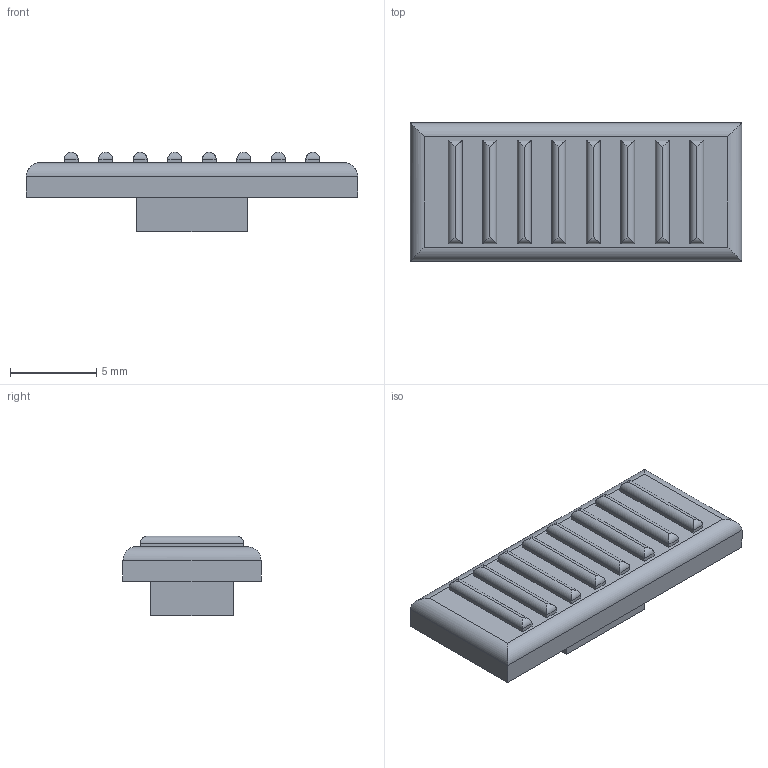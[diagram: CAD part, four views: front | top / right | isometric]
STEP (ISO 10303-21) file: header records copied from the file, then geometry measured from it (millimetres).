
FILE_DESCRIPTION (( 'STEP AP214' ), '1' );
FILE_NAME ('Switch_rev3.STEP', '2025-02-08T14:28:27', ( '' ), ( '' ), 'SwSTEP 2.0', 'SolidWorks 2020', '' );
FILE_SCHEMA (( 'AUTOMOTIVE_DESIGN' ));
Length unit declared in the file: millimetre
Products named in the file (1): Switch_rev3
Bounding box: 19.2 x 8 x 4.6 mm (x, y, z)
Volume: 348.1 mm3; surface area: 528.6 mm2
Topology: 1 solids, 1 shells, 84 faces, 180 edges, 108 vertices
Faces by surface type: plane 48, cylinder 36
Entity records: 2210 total; most frequent: CARTESIAN_POINT 481, ORIENTED_EDGE 360, DIRECTION 314, EDGE_CURVE 180, VECTOR 144, LINE 144, VERTEX_POINT 108, EDGE_LOOP 94
